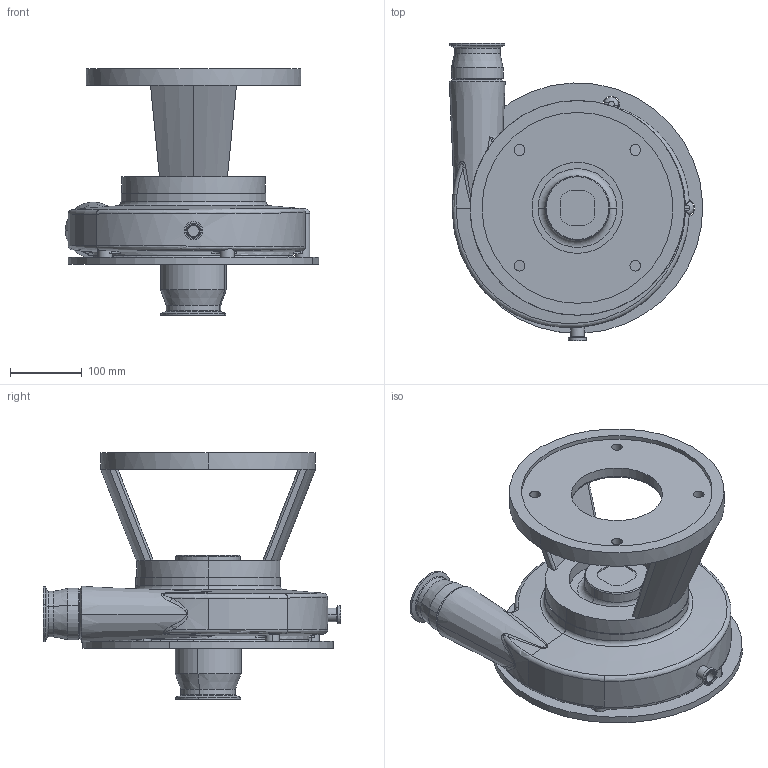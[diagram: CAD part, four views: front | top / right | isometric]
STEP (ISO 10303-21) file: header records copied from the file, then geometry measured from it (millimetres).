
FILE_DESCRIPTION (( 'STEP AP214' ), '1' );
FILE_NAME ('FPR 3551-3552 280TC VERT 3-4 IN STR DRAIN.STEP', '2022-12-28T20:58:23', ( '' ), ( '' ), 'SwSTEP 2.0', 'SolidWorks 2021', '' );
FILE_SCHEMA (( 'AUTOMOTIVE_DESIGN' ));
Length unit declared in the file: millimetre
Products named in the file (1): FPR 3551-3552 280TC VERT 3-4 IN STR DRAIN
Bounding box: 353.89 x 415 x 344.5 mm (x, y, z)
Volume: 7800126.5 mm3; surface area: 813300.4 mm2
Topology: 1 solids, 6 shells, 390 faces, 944 edges, 571 vertices
Faces by surface type: cylinder 152, plane 70, cone 66, torus 58, bspline 38, sphere 6
Entity records: 16041 total; most frequent: CARTESIAN_POINT 7133, DIRECTION 1889, ORIENTED_EDGE 1850, EDGE_CURVE 925, AXIS2_PLACEMENT_3D 812, VERTEX_POINT 571, CIRCLE 459, EDGE_LOOP 440
